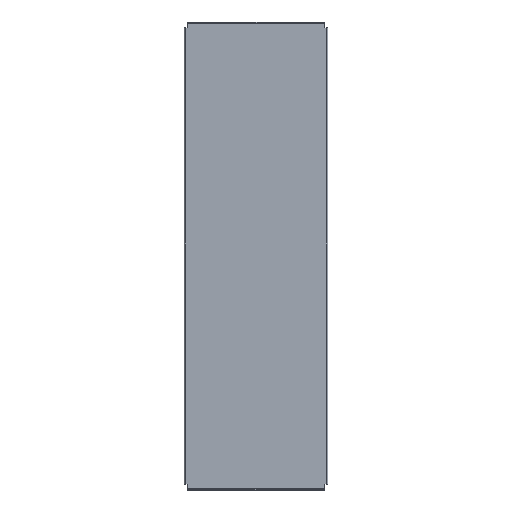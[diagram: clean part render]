
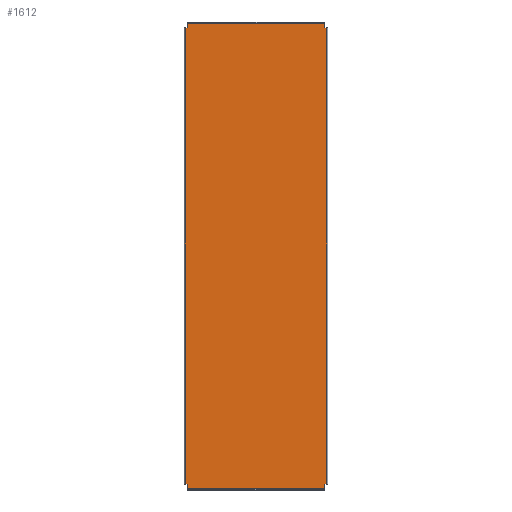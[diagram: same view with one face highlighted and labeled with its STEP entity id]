
A CAD part, top view. The second image highlights one B-rep face of the part: STEP entity #1612.
In plain terms, the highlighted planar face has unit normal (0, 0, 1).
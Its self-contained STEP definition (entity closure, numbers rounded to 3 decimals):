
#3 = DIRECTION ( 'NONE',  ( -1., 0., 0. ) ) ;
#4 = CARTESIAN_POINT ( 'NONE',  ( 142., 482.5, 2. ) ) ;
#5 = DIRECTION ( 'NONE',  ( 0., 1., 0. ) ) ;
#6 = CARTESIAN_POINT ( 'NONE',  ( -142., 481.5, 2. ) ) ;
#8 = DIRECTION ( 'NONE',  ( 1., 0., 0. ) ) ;
#9 = DIRECTION ( 'NONE',  ( 0., -1., 0. ) ) ;
#560 = AXIS2_PLACEMENT_3D ( 'NONE', #3274, #3287, #3288 ) ;
#882 = FACE_OUTER_BOUND ( 'NONE', #2087, .T. ) ;
#984 = LINE ( 'NONE', #2974, #991 ) ;
#988 = LINE ( 'NONE', #2982, #993 ) ;
#990 = LINE ( 'NONE', #2969, #995 ) ;
#991 = VECTOR ( 'NONE', #2968, 1000. ) ;
#992 = LINE ( 'NONE', #2966, #1001 ) ;
#993 = VECTOR ( 'NONE', #2965, 1000. ) ;
#994 = LINE ( 'NONE', #2963, #997 ) ;
#995 = VECTOR ( 'NONE', #2957, 1000. ) ;
#996 = LINE ( 'NONE', #2806, #999 ) ;
#997 = VECTOR ( 'NONE', #2807, 1000. ) ;
#998 = LINE ( 'NONE', #3261, #1005 ) ;
#999 = VECTOR ( 'NONE', #1942, 1000. ) ;
#1000 = LINE ( 'NONE', #3038, #1003 ) ;
#1001 = VECTOR ( 'NONE', #2805, 1000. ) ;
#1002 = LINE ( 'NONE', #3141, #1013 ) ;
#1003 = VECTOR ( 'NONE', #3234, 1000. ) ;
#1004 = LINE ( 'NONE', #2271, #1007 ) ;
#1005 = VECTOR ( 'NONE', #2396, 1000. ) ;
#1006 = LINE ( 'NONE', #4, #1009 ) ;
#1007 = VECTOR ( 'NONE', #3, 1000. ) ;
#1008 = LINE ( 'NONE', #6, #1011 ) ;
#1009 = VECTOR ( 'NONE', #5, 1000. ) ;
#1011 = VECTOR ( 'NONE', #8, 1000. ) ;
#1013 = VECTOR ( 'NONE', #9, 1000. ) ;
#1341 = CARTESIAN_POINT ( 'NONE',  ( 142., 472.5, 2. ) ) ;
#1352 = CARTESIAN_POINT ( 'NONE',  ( -146., 472.5, 2. ) ) ;
#1360 = CARTESIAN_POINT ( 'NONE',  ( -142., 472.5, 2. ) ) ;
#1383 = CARTESIAN_POINT ( 'NONE',  ( 142., -481.5, 2. ) ) ;
#1391 = CARTESIAN_POINT ( 'NONE',  ( 146., -472.5, 2. ) ) ;
#1399 = CARTESIAN_POINT ( 'NONE',  ( -146., -472.5, 2. ) ) ;
#1408 = CARTESIAN_POINT ( 'NONE',  ( 146., 472.5, 2. ) ) ;
#1415 = CARTESIAN_POINT ( 'NONE',  ( -142., -481.5, 2. ) ) ;
#1421 = CARTESIAN_POINT ( 'NONE',  ( -142., 481.5, 2. ) ) ;
#1423 = CARTESIAN_POINT ( 'NONE',  ( 142., 481.5, 2. ) ) ;
#1430 = CARTESIAN_POINT ( 'NONE',  ( -142., -472.5, 2. ) ) ;
#1435 = CARTESIAN_POINT ( 'NONE',  ( 142., -472.5, 2. ) ) ;
#1612 = ADVANCED_FACE ( 'NONE', ( #882 ), #3290, .T. ) ;
#1677 = EDGE_CURVE ( 'NONE', #2010, #2048, #984, .T. ) ;
#1678 = EDGE_CURVE ( 'NONE', #2010, #2238, #988, .T. ) ;
#1679 = EDGE_CURVE ( 'NONE', #2238, #2391, #990, .T. ) ;
#1680 = EDGE_CURVE ( 'NONE', #2391, #2315, #994, .T. ) ;
#1681 = EDGE_CURVE ( 'NONE', #2162, #2315, #996, .T. ) ;
#1682 = EDGE_CURVE ( 'NONE', #2162, #2392, #992, .T. ) ;
#1683 = EDGE_CURVE ( 'NONE', #2200, #2392, #1000, .T. ) ;
#1684 = EDGE_CURVE ( 'NONE', #2200, #2311, #998, .T. ) ;
#1685 = EDGE_CURVE ( 'NONE', #2311, #1968, #1004, .T. ) ;
#1686 = EDGE_CURVE ( 'NONE', #1968, #2387, #1006, .T. ) ;
#1687 = EDGE_CURVE ( 'NONE', #2349, #2387, #1008, .T. ) ;
#1688 = EDGE_CURVE ( 'NONE', #2349, #2048, #1002, .T. ) ;
#1942 = DIRECTION ( 'NONE',  ( -1., 0., 0. ) ) ;
#1968 = VERTEX_POINT ( 'NONE', #1341 ) ;
#2000 = ORIENTED_EDGE ( 'NONE', *, *, #1683, .F. ) ;
#2010 = VERTEX_POINT ( 'NONE', #1352 ) ;
#2038 = ORIENTED_EDGE ( 'NONE', *, *, #1682, .T. ) ;
#2048 = VERTEX_POINT ( 'NONE', #1360 ) ;
#2076 = ORIENTED_EDGE ( 'NONE', *, *, #1681, .F. ) ;
#2087 = EDGE_LOOP ( 'NONE', ( #2228, #2190, #2152, #2114, #2076, #2038, #2000, #2650, #2612, #2573, #2535, #2497 ) ) ;
#2114 = ORIENTED_EDGE ( 'NONE', *, *, #1680, .T. ) ;
#2152 = ORIENTED_EDGE ( 'NONE', *, *, #1679, .T. ) ;
#2162 = VERTEX_POINT ( 'NONE', #1383 ) ;
#2190 = ORIENTED_EDGE ( 'NONE', *, *, #1678, .T. ) ;
#2200 = VERTEX_POINT ( 'NONE', #1391 ) ;
#2228 = ORIENTED_EDGE ( 'NONE', *, *, #1677, .F. ) ;
#2238 = VERTEX_POINT ( 'NONE', #1399 ) ;
#2271 = CARTESIAN_POINT ( 'NONE',  ( 147., 472.5, 2. ) ) ;
#2311 = VERTEX_POINT ( 'NONE', #1408 ) ;
#2315 = VERTEX_POINT ( 'NONE', #1415 ) ;
#2349 = VERTEX_POINT ( 'NONE', #1421 ) ;
#2387 = VERTEX_POINT ( 'NONE', #1423 ) ;
#2391 = VERTEX_POINT ( 'NONE', #1430 ) ;
#2392 = VERTEX_POINT ( 'NONE', #1435 ) ;
#2396 = DIRECTION ( 'NONE',  ( 0., 1., 0. ) ) ;
#2497 = ORIENTED_EDGE ( 'NONE', *, *, #1688, .T. ) ;
#2535 = ORIENTED_EDGE ( 'NONE', *, *, #1687, .F. ) ;
#2573 = ORIENTED_EDGE ( 'NONE', *, *, #1686, .T. ) ;
#2612 = ORIENTED_EDGE ( 'NONE', *, *, #1685, .T. ) ;
#2650 = ORIENTED_EDGE ( 'NONE', *, *, #1684, .T. ) ;
#2805 = DIRECTION ( 'NONE',  ( 0., 1., 0. ) ) ;
#2806 = CARTESIAN_POINT ( 'NONE',  ( 142., -481.5, 2. ) ) ;
#2807 = DIRECTION ( 'NONE',  ( 0., -1., 0. ) ) ;
#2957 = DIRECTION ( 'NONE',  ( 1., 0., 0. ) ) ;
#2963 = CARTESIAN_POINT ( 'NONE',  ( -142., 482.5, 2. ) ) ;
#2965 = DIRECTION ( 'NONE',  ( 0., -1., 0. ) ) ;
#2966 = CARTESIAN_POINT ( 'NONE',  ( 142., 482.5, 2. ) ) ;
#2968 = DIRECTION ( 'NONE',  ( 1., 0., 0. ) ) ;
#2969 = CARTESIAN_POINT ( 'NONE',  ( -147., -472.5, 2. ) ) ;
#2974 = CARTESIAN_POINT ( 'NONE',  ( -147., 472.5, 2. ) ) ;
#2982 = CARTESIAN_POINT ( 'NONE',  ( -146., 472.5, 2. ) ) ;
#3038 = CARTESIAN_POINT ( 'NONE',  ( 147., -472.5, 2. ) ) ;
#3141 = CARTESIAN_POINT ( 'NONE',  ( -142., 482.5, 2. ) ) ;
#3234 = DIRECTION ( 'NONE',  ( -1., 0., 0. ) ) ;
#3261 = CARTESIAN_POINT ( 'NONE',  ( 146., -472.5, 2. ) ) ;
#3274 = CARTESIAN_POINT ( 'NONE',  ( -142., -482.5, 2. ) ) ;
#3287 = DIRECTION ( 'NONE',  ( 0., 0., 1. ) ) ;
#3288 = DIRECTION ( 'NONE',  ( 1., 0., 0. ) ) ;
#3290 = PLANE ( 'NONE',  #560 ) ;
